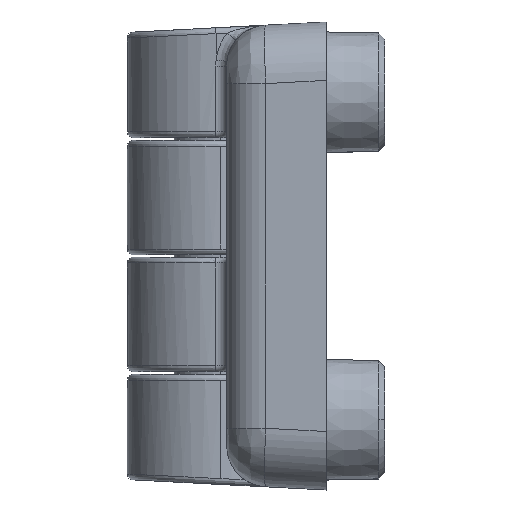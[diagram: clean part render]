
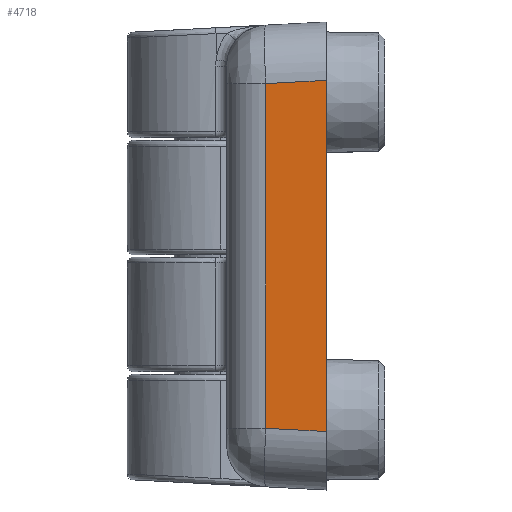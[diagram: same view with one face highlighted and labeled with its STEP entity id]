
A CAD part, left-side view. The second image highlights one B-rep face of the part: STEP entity #4718.
In plain terms, the highlighted planar face has unit normal (-0.999, 0.052, 0).
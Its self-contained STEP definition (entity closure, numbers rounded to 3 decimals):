
#416 = LINE ( 'NONE', #13730, #19497 ) ;
#1656 = AXIS2_PLACEMENT_3D ( 'NONE', #9425, #14268, #15622 ) ;
#1969 = EDGE_CURVE ( 'NONE', #2363, #2672, #416, .T. ) ;
#2363 = VERTEX_POINT ( 'NONE', #10279 ) ;
#2672 = VERTEX_POINT ( 'NONE', #16078 ) ;
#2739 = EDGE_CURVE ( 'NONE', #9977, #6887, #17848, .T. ) ;
#3333 = LINE ( 'NONE', #3806, #9456 ) ;
#3806 = CARTESIAN_POINT ( 'NONE',  ( -39., -9., 15.017 ) ) ;
#4085 = DIRECTION ( 'NONE',  ( 0., 0., 1. ) ) ;
#4292 = ORIENTED_EDGE ( 'NONE', *, *, #7057, .T. ) ;
#4718 = ADVANCED_FACE ( 'NONE', ( #12343 ), #12386, .T. ) ;
#5753 = DIRECTION ( 'NONE',  ( 0.052, 0.997, 0.052 ) ) ;
#6060 = ORIENTED_EDGE ( 'NONE', *, *, #2739, .F. ) ;
#6674 = ORIENTED_EDGE ( 'NONE', *, *, #1969, .T. ) ;
#6887 = VERTEX_POINT ( 'NONE', #16041 ) ;
#7057 = EDGE_CURVE ( 'NONE', #2672, #6887, #3333, .T. ) ;
#8472 = CARTESIAN_POINT ( 'NONE',  ( -38.728, -3.817, -19.99 ) ) ;
#9425 = CARTESIAN_POINT ( 'NONE',  ( -39., -9., -19.99 ) ) ;
#9456 = VECTOR ( 'NONE', #14317, 1000. ) ;
#9559 = EDGE_CURVE ( 'NONE', #2363, #9977, #13547, .T. ) ;
#9977 = VERTEX_POINT ( 'NONE', #15518 ) ;
#10279 = CARTESIAN_POINT ( 'NONE',  ( -39., -9., -14.997 ) ) ;
#12343 = FACE_OUTER_BOUND ( 'NONE', #19111, .T. ) ;
#12386 = PLANE ( 'NONE',  #1656 ) ;
#13547 = LINE ( 'NONE', #19188, #17592 ) ;
#13730 = CARTESIAN_POINT ( 'NONE',  ( -39., -9., -19.99 ) ) ;
#14268 = DIRECTION ( 'NONE',  ( -0.999, 0.052, 0. ) ) ;
#14317 = DIRECTION ( 'NONE',  ( 0.052, 0.997, -0.052 ) ) ;
#15518 = CARTESIAN_POINT ( 'NONE',  ( -38.728, -3.817, -14.725 ) ) ;
#15622 = DIRECTION ( 'NONE',  ( -0.052, -0.999, 0. ) ) ;
#16041 = CARTESIAN_POINT ( 'NONE',  ( -38.728, -3.817, 14.745 ) ) ;
#16078 = CARTESIAN_POINT ( 'NONE',  ( -39., -9., 15.017 ) ) ;
#16099 = ORIENTED_EDGE ( 'NONE', *, *, #9559, .F. ) ;
#16944 = DIRECTION ( 'NONE',  ( 0., 0., 1. ) ) ;
#17371 = VECTOR ( 'NONE', #4085, 1000. ) ;
#17592 = VECTOR ( 'NONE', #5753, 1000. ) ;
#17848 = LINE ( 'NONE', #8472, #17371 ) ;
#19111 = EDGE_LOOP ( 'NONE', ( #4292, #6060, #16099, #6674 ) ) ;
#19188 = CARTESIAN_POINT ( 'NONE',  ( -38.925, -7.569, -14.922 ) ) ;
#19497 = VECTOR ( 'NONE', #16944, 1000. ) ;
